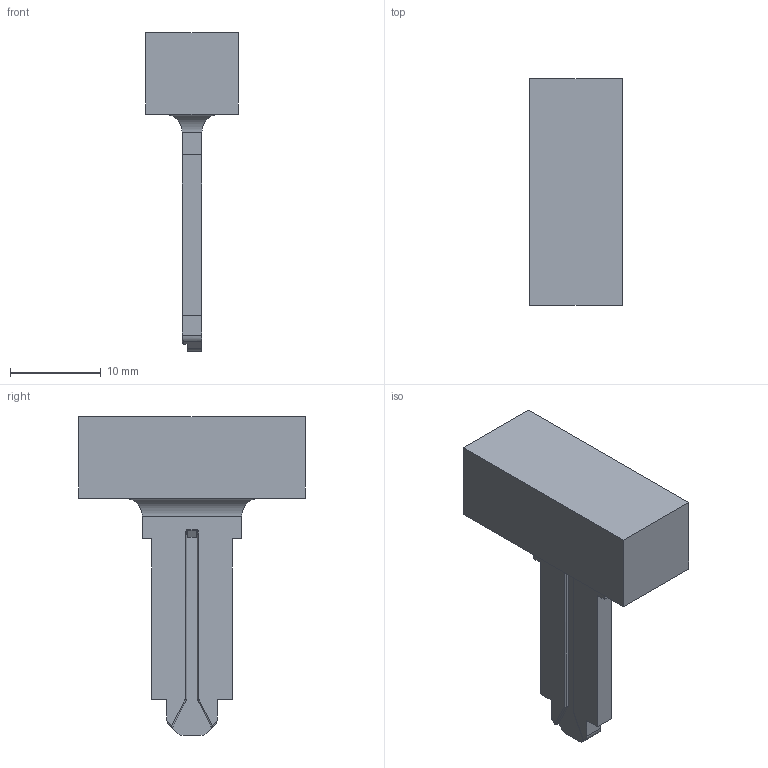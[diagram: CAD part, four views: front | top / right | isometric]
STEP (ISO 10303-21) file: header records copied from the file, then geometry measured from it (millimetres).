
FILE_DESCRIPTION(/* description */ (''),/* implementation_level */ '2;1');
FILE_NAME(/* name */ 'miracle lock ava blank.step',/* time_stamp */ '2026-01-13T11:06:49+01:00',/* author */ (''),/* organization */ (''),/* preprocessor_version */ 'ST-DEVELOPER v20.1',/* originating_system */ 'Autodesk Translation Framework v14.21.0.0',/* authorisation */ '');
FILE_SCHEMA (('AUTOMOTIVE_DESIGN { 1 0 10303 214 3 1 1 }'));
Length unit declared in the file: millimetre
Products named in the file (1): miracle lock ava 3
Bounding box: 10.2 x 25 x 35.2 mm (x, y, z)
Volume: 2802.2 mm3; surface area: 1707.6 mm2
Topology: 1 solids, 1 shells, 46 faces, 117 edges, 74 vertices
Faces by surface type: plane 27, cylinder 17, bspline 2
Entity records: 1452 total; most frequent: CARTESIAN_POINT 296, ORIENTED_EDGE 234, DIRECTION 231, EDGE_CURVE 117, LINE 89, VECTOR 89, VERTEX_POINT 74, AXIS2_PLACEMENT_3D 71
